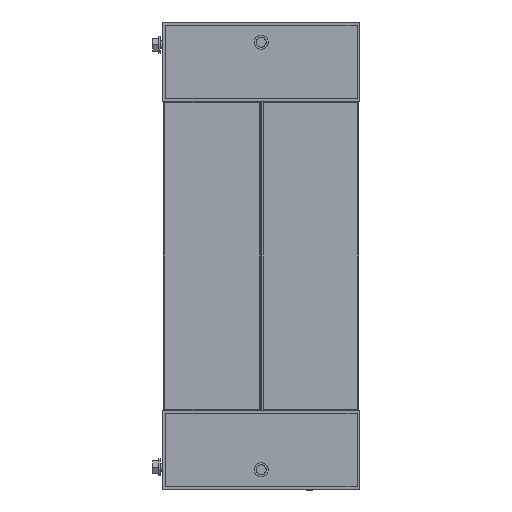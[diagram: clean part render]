
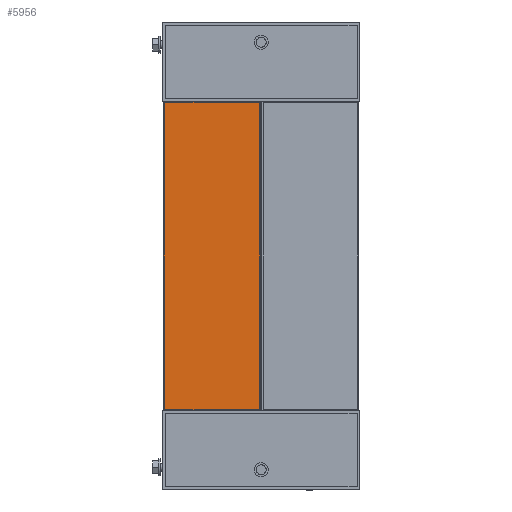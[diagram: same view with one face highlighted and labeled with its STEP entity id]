
A CAD part, left-side view. The second image highlights one B-rep face of the part: STEP entity #5956.
In plain terms, the highlighted planar face has unit normal (-1, 0, 0).
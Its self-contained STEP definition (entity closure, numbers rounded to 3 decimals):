
#28 = LINE ( 'NONE', #1259, #2695 ) ;
#121 = DIRECTION ( 'NONE',  ( 0., -1., 0. ) ) ;
#605 = EDGE_CURVE ( 'NONE', #18108, #15717, #15098, .T. ) ;
#861 = CARTESIAN_POINT ( 'NONE',  ( 0., -0.5, 395. ) ) ;
#1259 = CARTESIAN_POINT ( 'NONE',  ( 0., -99.5, 80. ) ) ;
#2355 = CARTESIAN_POINT ( 'NONE',  ( 0., -0.5, 395. ) ) ;
#2695 = VECTOR ( 'NONE', #121, 1000. ) ;
#2895 = ORIENTED_EDGE ( 'NONE', *, *, #13438, .T. ) ;
#3493 = LINE ( 'NONE', #7802, #8696 ) ;
#3843 = VECTOR ( 'NONE', #11147, 1000. ) ;
#4036 = ORIENTED_EDGE ( 'NONE', *, *, #605, .T. ) ;
#4154 = DIRECTION ( 'NONE',  ( 0., 0., 1. ) ) ;
#5173 = DIRECTION ( 'NONE',  ( 0., 1., 0. ) ) ;
#5549 = DIRECTION ( 'NONE',  ( -1., 0., 0. ) ) ;
#5956 = ADVANCED_FACE ( 'NONE', ( #6875 ), #12666, .T. ) ;
#6403 = ORIENTED_EDGE ( 'NONE', *, *, #7346, .T. ) ;
#6875 = FACE_OUTER_BOUND ( 'NONE', #14666, .T. ) ;
#7346 = EDGE_CURVE ( 'NONE', #15717, #8776, #9813, .T. ) ;
#7802 = CARTESIAN_POINT ( 'NONE',  ( 0., -99.5, 395. ) ) ;
#7988 = CARTESIAN_POINT ( 'NONE',  ( 0., -99.5, 395. ) ) ;
#7994 = CARTESIAN_POINT ( 'NONE',  ( 0., 0., 0. ) ) ;
#8696 = VECTOR ( 'NONE', #12004, 1000. ) ;
#8776 = VERTEX_POINT ( 'NONE', #16091 ) ;
#8818 = AXIS2_PLACEMENT_3D ( 'NONE', #7994, #5549, #4154 ) ;
#9361 = EDGE_CURVE ( 'NONE', #8776, #17317, #28, .T. ) ;
#9813 = LINE ( 'NONE', #2355, #3843 ) ;
#9854 = CARTESIAN_POINT ( 'NONE',  ( 0., -99.5, 395. ) ) ;
#9989 = CARTESIAN_POINT ( 'NONE',  ( 0., -99.5, 80. ) ) ;
#11147 = DIRECTION ( 'NONE',  ( 0., 0., -1. ) ) ;
#12004 = DIRECTION ( 'NONE',  ( 0., 0., 1. ) ) ;
#12666 = PLANE ( 'NONE',  #8818 ) ;
#13251 = VECTOR ( 'NONE', #5173, 1000. ) ;
#13438 = EDGE_CURVE ( 'NONE', #17317, #18108, #3493, .T. ) ;
#14613 = ORIENTED_EDGE ( 'NONE', *, *, #9361, .T. ) ;
#14666 = EDGE_LOOP ( 'NONE', ( #4036, #6403, #14613, #2895 ) ) ;
#15098 = LINE ( 'NONE', #7988, #13251 ) ;
#15717 = VERTEX_POINT ( 'NONE', #861 ) ;
#16091 = CARTESIAN_POINT ( 'NONE',  ( 0., -0.5, 80. ) ) ;
#17317 = VERTEX_POINT ( 'NONE', #9989 ) ;
#18108 = VERTEX_POINT ( 'NONE', #9854 ) ;
